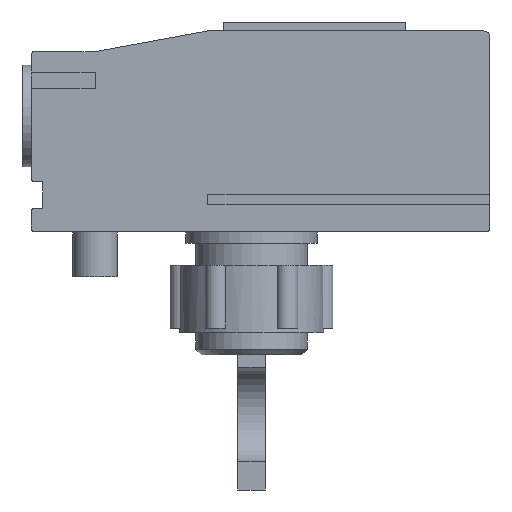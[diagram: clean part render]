
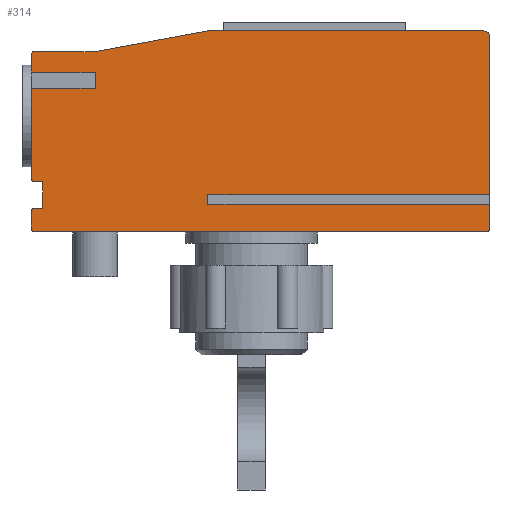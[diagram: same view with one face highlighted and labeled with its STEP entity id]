
A CAD part, left-side view. The second image highlights one B-rep face of the part: STEP entity #314.
In plain terms, the highlighted planar face has unit normal (-1, 0, 0).
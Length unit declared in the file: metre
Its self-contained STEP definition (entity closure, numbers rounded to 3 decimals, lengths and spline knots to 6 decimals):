
#314=ADVANCED_FACE('',(#728),#729,.T.);
#728=FACE_OUTER_BOUND('',#1254,.T.);
#729=PLANE('',#1255);
#1254=EDGE_LOOP('',(#2150,#2151,#2152,#2153,#2154,#2155,#2156,#2157,#2158,#2159,#2160,#2161,#2162,#2163,#2164,#2165,#2166,#2167,#2168,#2169,#2170,#2171,#2172,#2173));
#1255=AXIS2_PLACEMENT_3D('',#2174,#2175,#2176);
#2150=ORIENTED_EDGE('',*,*,#3279,.T.);
#2151=ORIENTED_EDGE('',*,*,#3191,.T.);
#2152=ORIENTED_EDGE('',*,*,#3280,.T.);
#2153=ORIENTED_EDGE('',*,*,#3281,.T.);
#2154=ORIENTED_EDGE('',*,*,#3282,.T.);
#2155=ORIENTED_EDGE('',*,*,#3283,.T.);
#2156=ORIENTED_EDGE('',*,*,#3284,.T.);
#2157=ORIENTED_EDGE('',*,*,#3285,.T.);
#2158=ORIENTED_EDGE('',*,*,#3286,.T.);
#2159=ORIENTED_EDGE('',*,*,#3287,.T.);
#2160=ORIENTED_EDGE('',*,*,#3288,.F.);
#2161=ORIENTED_EDGE('',*,*,#3289,.T.);
#2162=ORIENTED_EDGE('',*,*,#3290,.T.);
#2163=ORIENTED_EDGE('',*,*,#3291,.T.);
#2164=ORIENTED_EDGE('',*,*,#3292,.T.);
#2165=ORIENTED_EDGE('',*,*,#3293,.T.);
#2166=ORIENTED_EDGE('',*,*,#3220,.T.);
#2167=ORIENTED_EDGE('',*,*,#3294,.T.);
#2168=ORIENTED_EDGE('',*,*,#3230,.T.);
#2169=ORIENTED_EDGE('',*,*,#3295,.T.);
#2170=ORIENTED_EDGE('',*,*,#3296,.T.);
#2171=ORIENTED_EDGE('',*,*,#3187,.T.);
#2172=ORIENTED_EDGE('',*,*,#3297,.F.);
#2173=ORIENTED_EDGE('',*,*,#3298,.T.);
#2174=CARTESIAN_POINT('',(0.0192,-0.00725,-0.01855));
#2175=DIRECTION('',(-1.0,-0.0,0.));
#2176=DIRECTION('',(0.0,-1.0,-0.0));
#3187=EDGE_CURVE('',#3835,#3832,#3836,.T.);
#3191=EDGE_CURVE('',#3843,#3841,#3844,.T.);
#3220=EDGE_CURVE('',#3891,#3892,#3893,.T.);
#3230=EDGE_CURVE('',#3909,#3910,#3911,.T.);
#3279=EDGE_CURVE('',#3993,#3843,#3994,.T.);
#3280=EDGE_CURVE('',#3841,#3995,#3996,.T.);
#3281=EDGE_CURVE('',#3995,#3997,#3998,.T.);
#3282=EDGE_CURVE('',#3997,#3999,#4000,.T.);
#3283=EDGE_CURVE('',#3999,#4001,#4002,.T.);
#3284=EDGE_CURVE('',#4001,#4003,#4004,.T.);
#3285=EDGE_CURVE('',#4003,#4005,#4006,.T.);
#3286=EDGE_CURVE('',#4005,#4007,#4008,.T.);
#3287=EDGE_CURVE('',#4007,#4009,#4010,.T.);
#3288=EDGE_CURVE('',#4011,#4009,#4012,.T.);
#3289=EDGE_CURVE('',#4011,#4013,#4014,.T.);
#3290=EDGE_CURVE('',#4013,#4015,#4016,.T.);
#3291=EDGE_CURVE('',#4015,#4017,#4018,.T.);
#3292=EDGE_CURVE('',#4017,#4019,#4020,.T.);
#3293=EDGE_CURVE('',#4019,#3891,#4021,.T.);
#3294=EDGE_CURVE('',#3892,#3909,#4022,.T.);
#3295=EDGE_CURVE('',#3910,#4023,#4024,.T.);
#3296=EDGE_CURVE('',#4023,#3835,#4025,.T.);
#3297=EDGE_CURVE('',#4026,#3832,#4027,.T.);
#3298=EDGE_CURVE('',#4026,#3993,#4028,.T.);
#3832=VERTEX_POINT('',#4746);
#3835=VERTEX_POINT('',#4750);
#3836=LINE('',#4751,#4752);
#3841=VERTEX_POINT('',#4759);
#3843=VERTEX_POINT('',#4762);
#3844=LINE('',#4763,#4764);
#3891=VERTEX_POINT('',#4831);
#3892=VERTEX_POINT('',#4832);
#3893=CIRCLE('',#4833,0.00025);
#3909=VERTEX_POINT('',#4855);
#3910=VERTEX_POINT('',#4856);
#3911=CIRCLE('',#4857,0.00025);
#3993=VERTEX_POINT('',#4970);
#3994=LINE('',#4971,#4972);
#3995=VERTEX_POINT('',#4973);
#3996=CIRCLE('',#4974,0.0005);
#3997=VERTEX_POINT('',#4975);
#3998=LINE('',#4976,#4977);
#3999=VERTEX_POINT('',#4978);
#4000=LINE('',#4979,#4980);
#4001=VERTEX_POINT('',#4981);
#4002=LINE('',#4982,#4983);
#4003=VERTEX_POINT('',#4984);
#4004=CIRCLE('',#4985,0.00025);
#4005=VERTEX_POINT('',#4986);
#4006=LINE('',#4987,#4988);
#4007=VERTEX_POINT('',#4989);
#4008=LINE('',#4990,#4991);
#4009=VERTEX_POINT('',#4992);
#4010=LINE('',#4993,#4994);
#4011=VERTEX_POINT('',#4995);
#4012=LINE('',#4996,#4997);
#4013=VERTEX_POINT('',#4998);
#4014=LINE('',#4999,#5000);
#4015=VERTEX_POINT('',#5001);
#4016=CIRCLE('',#5002,0.00025);
#4017=VERTEX_POINT('',#5003);
#4018=LINE('',#5004,#5005);
#4019=VERTEX_POINT('',#5006);
#4020=LINE('',#5007,#5008);
#4021=LINE('',#5009,#5010);
#4022=LINE('',#5011,#5012);
#4023=VERTEX_POINT('',#5013);
#4024=LINE('',#5014,#5015);
#4025=CIRCLE('',#5016,0.00025);
#4026=VERTEX_POINT('',#5017);
#4027=LINE('',#5018,#5019);
#4028=LINE('',#5020,#5021);
#4746=CARTESIAN_POINT('',(0.0192,-0.0075,-0.016348));
#4750=CARTESIAN_POINT('',(0.0192,-0.0075,-0.01855));
#4751=CARTESIAN_POINT('',(0.0192,-0.0075,-0.0013));
#4752=VECTOR('',#5676,1.0);
#4759=CARTESIAN_POINT('',(0.0192,-0.0075,-0.0013));
#4762=CARTESIAN_POINT('',(0.0192,-0.0075,-0.015451));
#4763=CARTESIAN_POINT('',(0.0192,-0.0075,-0.0013));
#4764=VECTOR('',#5680,1.0);
#4831=CARTESIAN_POINT('',(0.0192,0.03325,-0.0167));
#4832=CARTESIAN_POINT('',(0.0192,0.0335,-0.01695));
#4833=AXIS2_PLACEMENT_3D('',#5707,#5708,#5709);
#4855=CARTESIAN_POINT('',(0.0192,0.0335,-0.01855));
#4856=CARTESIAN_POINT('',(0.0192,0.03325,-0.0188));
#4857=AXIS2_PLACEMENT_3D('',#5719,#5720,#5721);
#4970=CARTESIAN_POINT('',(0.0192,0.0177,-0.015451));
#4971=CARTESIAN_POINT('',(0.0192,0.0177,-0.015451));
#4972=VECTOR('',#5774,1.0);
#4973=CARTESIAN_POINT('',(0.0192,-0.007,-0.0008));
#4974=AXIS2_PLACEMENT_3D('',#5775,#5776,#5777);
#4975=CARTESIAN_POINT('',(0.0192,0.017702,-0.0008));
#4976=CARTESIAN_POINT('',(0.0192,0.017702,-0.0008));
#4977=VECTOR('',#5778,1.0);
#4978=CARTESIAN_POINT('',(0.0192,0.0278,-0.002651));
#4979=CARTESIAN_POINT('',(0.0192,0.0278,-0.002651));
#4980=VECTOR('',#5779,1.0);
#4981=CARTESIAN_POINT('',(0.0192,0.03325,-0.002651));
#4982=CARTESIAN_POINT('',(0.0192,0.03325,-0.002651));
#4983=VECTOR('',#5780,1.0);
#4984=CARTESIAN_POINT('',(0.0192,0.0335,-0.002901));
#4985=AXIS2_PLACEMENT_3D('',#5781,#5782,#5783);
#4986=CARTESIAN_POINT('',(0.0192,0.0335,-0.004851));
#4987=CARTESIAN_POINT('',(0.0192,0.0335,-0.01405));
#4988=VECTOR('',#5784,1.0);
#4989=CARTESIAN_POINT('',(0.0192,0.0278,-0.004851));
#4990=CARTESIAN_POINT('',(0.0192,0.0335,-0.004851));
#4991=VECTOR('',#5785,1.0);
#4992=CARTESIAN_POINT('',(0.0192,0.0278,-0.005648));
#4993=CARTESIAN_POINT('',(0.0192,0.0278,-0.005648));
#4994=VECTOR('',#5786,1.0);
#4995=CARTESIAN_POINT('',(0.0192,0.0335,-0.005648));
#4996=CARTESIAN_POINT('',(0.0192,0.0335,-0.005648));
#4997=VECTOR('',#5787,1.0);
#4998=CARTESIAN_POINT('',(0.0192,0.0335,-0.01405));
#4999=CARTESIAN_POINT('',(0.0192,0.0335,-0.01405));
#5000=VECTOR('',#5788,1.0);
#5001=CARTESIAN_POINT('',(0.0192,0.03325,-0.0143));
#5002=AXIS2_PLACEMENT_3D('',#5789,#5790,#5791);
#5003=CARTESIAN_POINT('',(0.0192,0.0325,-0.0143));
#5004=CARTESIAN_POINT('',(0.0192,0.0325,-0.0143));
#5005=VECTOR('',#5792,1.0);
#5006=CARTESIAN_POINT('',(0.0192,0.0325,-0.0167));
#5007=CARTESIAN_POINT('',(0.0192,0.0325,-0.0167));
#5008=VECTOR('',#5793,1.0);
#5009=CARTESIAN_POINT('',(0.0192,0.03325,-0.0167));
#5010=VECTOR('',#5794,1.0);
#5011=CARTESIAN_POINT('',(0.0192,0.0335,-0.01855));
#5012=VECTOR('',#5795,1.0);
#5013=CARTESIAN_POINT('',(0.0192,-0.00725,-0.0188));
#5014=CARTESIAN_POINT('',(0.0192,0.0258,-0.0188));
#5015=VECTOR('',#5796,1.0);
#5016=AXIS2_PLACEMENT_3D('',#5797,#5798,#5799);
#5017=CARTESIAN_POINT('',(0.0192,0.0177,-0.016348));
#5018=CARTESIAN_POINT('',(0.0192,0.0177,-0.016348));
#5019=VECTOR('',#5800,1.0);
#5020=CARTESIAN_POINT('',(0.0192,0.0177,-0.015451));
#5021=VECTOR('',#5801,1.0);
#5676=DIRECTION('',(0.,0.,1.0));
#5680=DIRECTION('',(0.,0.,1.0));
#5707=CARTESIAN_POINT('',(0.0192,0.03325,-0.01695));
#5708=DIRECTION('',(-1.0,0.0,0.));
#5709=DIRECTION('',(0.,-0.707,-0.707));
#5719=CARTESIAN_POINT('',(0.0192,0.03325,-0.01855));
#5720=DIRECTION('',(-1.0,0.0,0.));
#5721=DIRECTION('',(0.,-0.707,0.707));
#5774=DIRECTION('',(0.,-1.0,0.));
#5775=CARTESIAN_POINT('',(0.0192,-0.007,-0.0013));
#5776=DIRECTION('',(-1.0,0.0,0.));
#5777=DIRECTION('',(0.,0.707,-0.707));
#5778=DIRECTION('',(0.,1.,0.));
#5779=DIRECTION('',(0.,0.984,-0.18));
#5780=DIRECTION('',(0.0,1.0,0.0));
#5781=CARTESIAN_POINT('',(0.0192,0.03325,-0.002901));
#5782=DIRECTION('',(-1.0,0.0,0.));
#5783=DIRECTION('',(0.,-0.707,-0.707));
#5784=DIRECTION('',(0.,0.,-1.0));
#5785=DIRECTION('',(0.,-1.0,0.));
#5786=DIRECTION('',(0.,0.0,-1.0));
#5787=DIRECTION('',(0.,-1.0,0.));
#5788=DIRECTION('',(0.,0.,-1.0));
#5789=CARTESIAN_POINT('',(0.0192,0.03325,-0.01405));
#5790=DIRECTION('',(-1.0,0.0,0.));
#5791=DIRECTION('',(0.,-0.707,0.707));
#5792=DIRECTION('',(0.,-1.0,0.));
#5793=DIRECTION('',(0.,0.,-1.0));
#5794=DIRECTION('',(0.0,1.0,0.0));
#5795=DIRECTION('',(0.,0.,-1.0));
#5796=DIRECTION('',(0.0,-1.0,-0.0));
#5797=CARTESIAN_POINT('',(0.0192,-0.00725,-0.01855));
#5798=DIRECTION('',(-1.0,0.0,0.));
#5799=DIRECTION('',(0.,0.707,0.707));
#5800=DIRECTION('',(0.,-1.0,0.));
#5801=DIRECTION('',(0.,0.,1.0));
